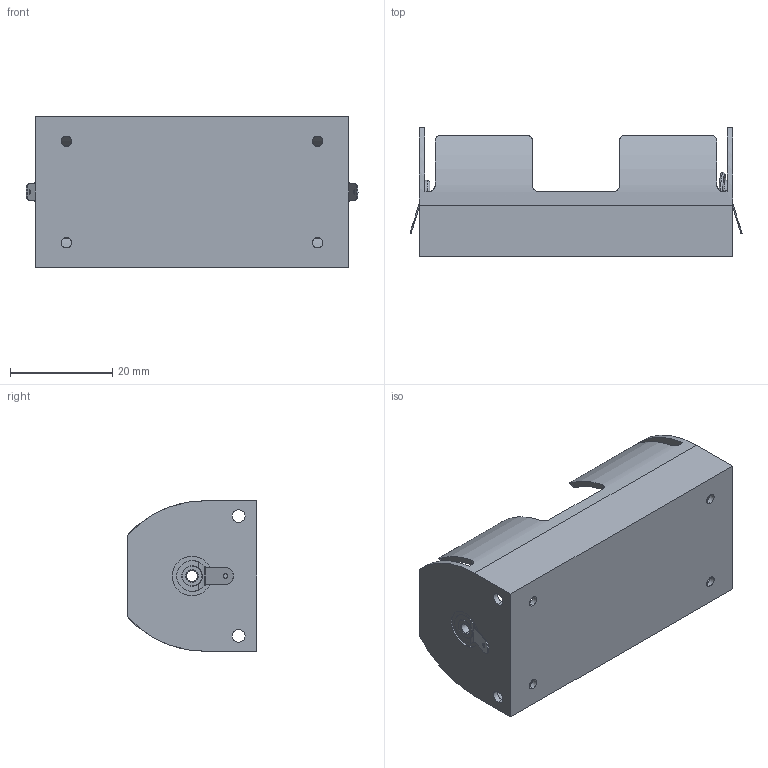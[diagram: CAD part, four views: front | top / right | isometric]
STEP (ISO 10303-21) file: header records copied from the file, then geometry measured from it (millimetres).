
FILE_DESCRIPTION (( 'STEP AP214' ), '1' );
FILE_NAME ('BHCL.STEP', '2019-12-21T02:29:32', ( '' ), ( '' ), 'SwSTEP 2.0', 'SolidWorks 2017', '' );
FILE_SCHEMA (( 'AUTOMOTIVE_DESIGN' ));
Length unit declared in the file: millimetre
Products named in the file (1): BHCL
Bounding box: 64.8 x 25.2 x 29.39 mm (x, y, z)
Volume: 5887 mm3; surface area: 11556.6 mm2
Topology: 3 solids, 3 shells, 192 faces, 498 edges, 324 vertices
Faces by surface type: cylinder 93, plane 77, torus 20, bspline 2
Entity records: 8349 total; most frequent: CARTESIAN_POINT 3518, DIRECTION 1000, ORIENTED_EDGE 996, EDGE_CURVE 498, AXIS2_PLACEMENT_3D 386, VERTEX_POINT 324, EDGE_LOOP 232, LINE 228
